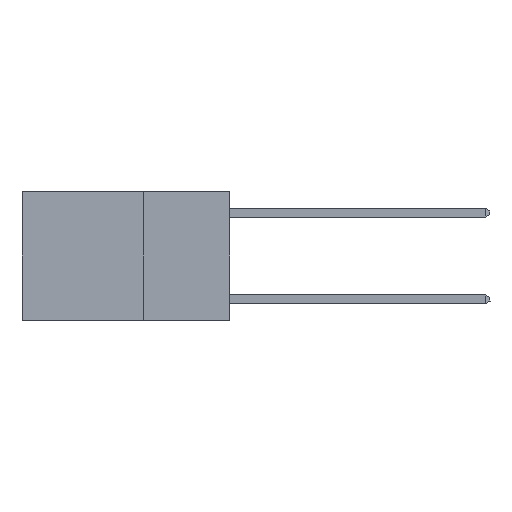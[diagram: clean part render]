
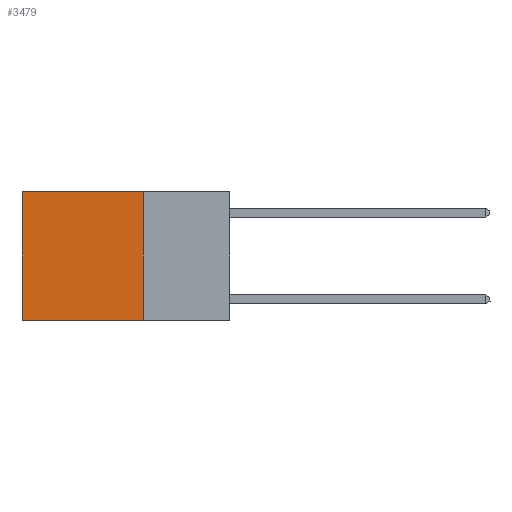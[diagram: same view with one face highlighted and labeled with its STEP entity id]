
A CAD part, left-side view. The second image highlights one B-rep face of the part: STEP entity #3479.
In plain terms, the highlighted planar face has unit normal (-1, 0, 0).
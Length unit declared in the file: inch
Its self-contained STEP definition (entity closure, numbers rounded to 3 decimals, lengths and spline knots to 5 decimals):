
#735 = VERTEX_POINT ( 'NONE', #23790 ) ;
#855 = EDGE_CURVE ( 'NONE', #735, #15771, #11607, .T. ) ;
#1085 = VERTEX_POINT ( 'NONE', #22680 ) ;
#1326 = CARTESIAN_POINT ( 'NONE',  ( 0.2625, 0.6, 0. ) ) ;
#1363 = FACE_OUTER_BOUND ( 'NONE', #9536, .T. ) ;
#2214 = PLANE ( 'NONE',  #3059 ) ;
#3059 = AXIS2_PLACEMENT_3D ( 'NONE', #19209, #6557, #21291 ) ;
#3479 = ADVANCED_FACE ( 'NONE', ( #1363 ), #2214, .F. ) ;
#4936 = CARTESIAN_POINT ( 'NONE',  ( 0.2625, 0.6, 0. ) ) ;
#5168 = CARTESIAN_POINT ( 'NONE',  ( 0.2625, 0.25, 0. ) ) ;
#6557 = DIRECTION ( 'NONE',  ( 1., 0., 0. ) ) ;
#6906 = CARTESIAN_POINT ( 'NONE',  ( 0.2625, 0.25, -0.37 ) ) ;
#7859 = DIRECTION ( 'NONE',  ( 0., 0., -1. ) ) ;
#9409 = DIRECTION ( 'NONE',  ( 0., 1., 0. ) ) ;
#9536 = EDGE_LOOP ( 'NONE', ( #21559, #21993, #20158, #14493 ) ) ;
#10551 = EDGE_CURVE ( 'NONE', #735, #15704, #23580, .T. ) ;
#11607 = LINE ( 'NONE', #5168, #22766 ) ;
#13845 = VECTOR ( 'NONE', #7859, 39.37008 ) ;
#14003 = EDGE_CURVE ( 'NONE', #15771, #1085, #16680, .T. ) ;
#14493 = ORIENTED_EDGE ( 'NONE', *, *, #10551, .T. ) ;
#15704 = VERTEX_POINT ( 'NONE', #4936 ) ;
#15771 = VERTEX_POINT ( 'NONE', #22002 ) ;
#16680 = LINE ( 'NONE', #6906, #21587 ) ;
#19209 = CARTESIAN_POINT ( 'NONE',  ( 0.2625, 0.25, 0. ) ) ;
#19428 = LINE ( 'NONE', #1326, #13845 ) ;
#19550 = DIRECTION ( 'NONE',  ( 0., 1., 0. ) ) ;
#19966 = CARTESIAN_POINT ( 'NONE',  ( 0.2625, 0.25, 0. ) ) ;
#20158 = ORIENTED_EDGE ( 'NONE', *, *, #855, .F. ) ;
#21291 = DIRECTION ( 'NONE',  ( 0., 0., -1. ) ) ;
#21559 = ORIENTED_EDGE ( 'NONE', *, *, #23101, .T. ) ;
#21587 = VECTOR ( 'NONE', #19550, 39.37008 ) ;
#21993 = ORIENTED_EDGE ( 'NONE', *, *, #14003, .F. ) ;
#22002 = CARTESIAN_POINT ( 'NONE',  ( 0.2625, 0.25, -0.37 ) ) ;
#22680 = CARTESIAN_POINT ( 'NONE',  ( 0.2625, 0.6, -0.37 ) ) ;
#22766 = VECTOR ( 'NONE', #26184, 39.37008 ) ;
#22933 = VECTOR ( 'NONE', #9409, 39.37008 ) ;
#23101 = EDGE_CURVE ( 'NONE', #15704, #1085, #19428, .T. ) ;
#23580 = LINE ( 'NONE', #19966, #22933 ) ;
#23790 = CARTESIAN_POINT ( 'NONE',  ( 0.2625, 0.25, 0. ) ) ;
#26184 = DIRECTION ( 'NONE',  ( 0., 0., -1. ) ) ;
